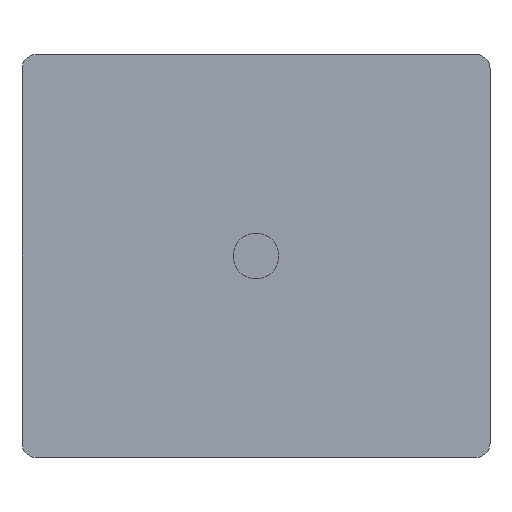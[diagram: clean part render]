
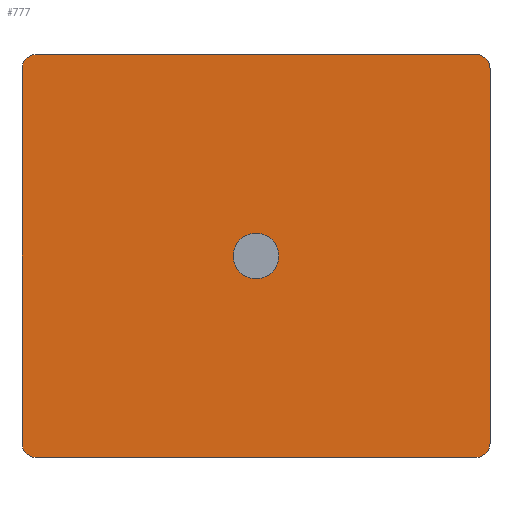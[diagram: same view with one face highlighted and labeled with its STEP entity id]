
A CAD part, front view. The second image highlights one B-rep face of the part: STEP entity #777.
In plain terms, the highlighted planar face has unit normal (0, -1, 0).
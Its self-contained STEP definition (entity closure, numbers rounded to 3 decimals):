
#15=FACE_BOUND('',#122,.T.);
#33=PLANE('',#862);
#73=FACE_OUTER_BOUND('',#121,.T.);
#121=EDGE_LOOP('',(#567,#568,#569,#570,#571,#572,#573,#574));
#122=EDGE_LOOP('',(#575));
#175=LINE('',#1203,#252);
#176=LINE('',#1207,#253);
#177=LINE('',#1211,#254);
#178=LINE('',#1215,#255);
#252=VECTOR('',#979,10.);
#253=VECTOR('',#982,10.);
#254=VECTOR('',#985,10.);
#255=VECTOR('',#988,10.);
#334=CIRCLE('',#860,3.175);
#336=CIRCLE('',#863,2.);
#337=CIRCLE('',#864,2.);
#338=CIRCLE('',#865,2.);
#339=CIRCLE('',#866,2.);
#365=VERTEX_POINT('',#1195);
#367=VERTEX_POINT('',#1201);
#368=VERTEX_POINT('',#1202);
#369=VERTEX_POINT('',#1204);
#370=VERTEX_POINT('',#1206);
#371=VERTEX_POINT('',#1208);
#372=VERTEX_POINT('',#1210);
#373=VERTEX_POINT('',#1212);
#374=VERTEX_POINT('',#1214);
#443=EDGE_CURVE('',#365,#365,#334,.T.);
#446=EDGE_CURVE('',#367,#368,#175,.T.);
#447=EDGE_CURVE('',#368,#369,#336,.T.);
#448=EDGE_CURVE('',#369,#370,#176,.T.);
#449=EDGE_CURVE('',#370,#371,#337,.T.);
#450=EDGE_CURVE('',#371,#372,#177,.T.);
#451=EDGE_CURVE('',#372,#373,#338,.T.);
#452=EDGE_CURVE('',#373,#374,#178,.T.);
#453=EDGE_CURVE('',#374,#367,#339,.T.);
#567=ORIENTED_EDGE('',*,*,#446,.T.);
#568=ORIENTED_EDGE('',*,*,#447,.T.);
#569=ORIENTED_EDGE('',*,*,#448,.T.);
#570=ORIENTED_EDGE('',*,*,#449,.T.);
#571=ORIENTED_EDGE('',*,*,#450,.T.);
#572=ORIENTED_EDGE('',*,*,#451,.T.);
#573=ORIENTED_EDGE('',*,*,#452,.T.);
#574=ORIENTED_EDGE('',*,*,#453,.T.);
#575=ORIENTED_EDGE('',*,*,#443,.T.);
#777=ADVANCED_FACE('',(#73,#15),#33,.T.);
#860=AXIS2_PLACEMENT_3D('',#1196,#972,#973);
#862=AXIS2_PLACEMENT_3D('',#1200,#977,#978);
#863=AXIS2_PLACEMENT_3D('',#1205,#980,#981);
#864=AXIS2_PLACEMENT_3D('',#1209,#983,#984);
#865=AXIS2_PLACEMENT_3D('',#1213,#986,#987);
#866=AXIS2_PLACEMENT_3D('',#1216,#989,#990);
#972=DIRECTION('center_axis',(0.,1.,0.));
#973=DIRECTION('ref_axis',(-1.,0.,0.));
#977=DIRECTION('center_axis',(0.,-1.,0.));
#978=DIRECTION('ref_axis',(0.,0.,-1.));
#979=DIRECTION('',(0.,0.,-1.));
#980=DIRECTION('center_axis',(0.,-1.,0.));
#981=DIRECTION('ref_axis',(-1.,0.,0.));
#982=DIRECTION('',(1.,0.,0.));
#983=DIRECTION('center_axis',(0.,-1.,0.));
#984=DIRECTION('ref_axis',(0.,0.,-1.));
#985=DIRECTION('',(0.,0.,1.));
#986=DIRECTION('center_axis',(0.,-1.,0.));
#987=DIRECTION('ref_axis',(1.,0.,0.));
#988=DIRECTION('',(-1.,0.,0.));
#989=DIRECTION('center_axis',(0.,-1.,0.));
#990=DIRECTION('ref_axis',(0.,0.,1.));
#1195=CARTESIAN_POINT('',(3.175,-5.,0.));
#1196=CARTESIAN_POINT('Origin',(0.,-5.,0.));
#1200=CARTESIAN_POINT('Origin',(0.,-5.,0.));
#1201=CARTESIAN_POINT('',(-32.5,-5.,26.));
#1202=CARTESIAN_POINT('',(-32.5,-5.,-26.));
#1203=CARTESIAN_POINT('',(-32.5,-5.,26.));
#1204=CARTESIAN_POINT('',(-30.5,-5.,-28.));
#1205=CARTESIAN_POINT('Origin',(-30.5,-5.,-26.));
#1206=CARTESIAN_POINT('',(30.5,-5.,-28.));
#1207=CARTESIAN_POINT('',(-30.5,-5.,-28.));
#1208=CARTESIAN_POINT('',(32.5,-5.,-26.));
#1209=CARTESIAN_POINT('Origin',(30.5,-5.,-26.));
#1210=CARTESIAN_POINT('',(32.5,-5.,26.));
#1211=CARTESIAN_POINT('',(32.5,-5.,-26.));
#1212=CARTESIAN_POINT('',(30.5,-5.,28.));
#1213=CARTESIAN_POINT('Origin',(30.5,-5.,26.));
#1214=CARTESIAN_POINT('',(-30.5,-5.,28.));
#1215=CARTESIAN_POINT('',(30.5,-5.,28.));
#1216=CARTESIAN_POINT('Origin',(-30.5,-5.,26.));
